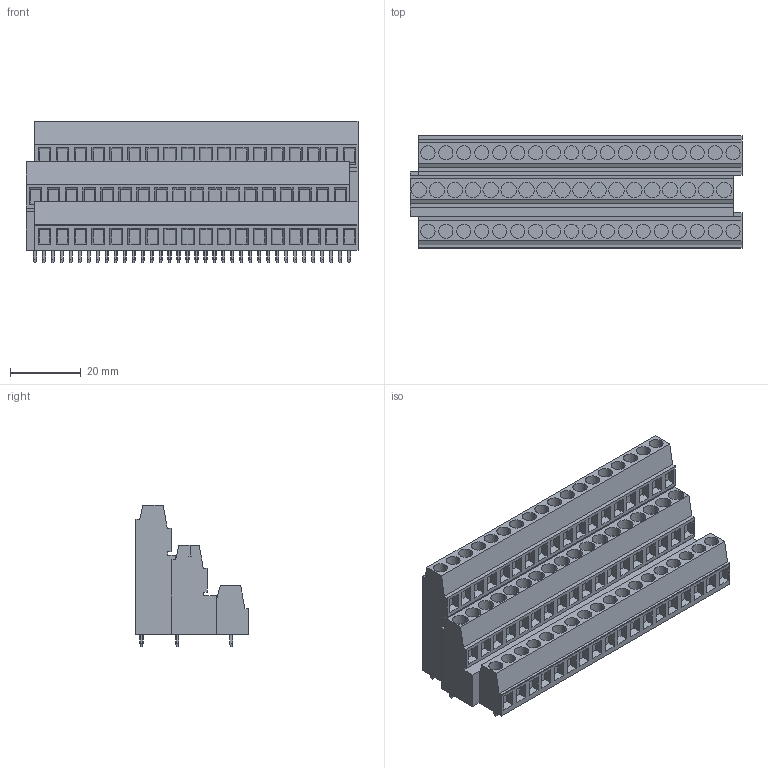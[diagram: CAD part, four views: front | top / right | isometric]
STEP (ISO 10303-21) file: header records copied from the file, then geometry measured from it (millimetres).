
FILE_DESCRIPTION(('CATIA V5 STEP','CAx-IF Rec.Pracs.--- Model Styling and Organization---1.2---2011-12-15'),'2;1');
FILE_NAME ('D1455761_0_1769780000_1769780000.stp','2018-09-08T04:04:21+00:00',('none'),('Weidmueller'),'CATIA Version 5-6 Release 2014','CATIA V5 STEP AP214','none');
FILE_SCHEMA(('AUTOMOTIVE_DESIGN { 1 0 10303 214 1 1 1 1 }'));
Length unit declared in the file: millimetre
Products named in the file (1): 1769780000
Bounding box: 93.98 x 31.8 x 40.1 mm (x, y, z)
Volume: 63105 mm3; surface area: 19588.9 mm2
Topology: 55 solids, 55 shells, 1225 faces, 3021 edges, 2014 vertices
Faces by surface type: plane 1116, cylinder 109
Entity records: 31753 total; most frequent: CARTESIAN_POINT 6052, ORIENTED_EDGE 6042, DIRECTION 3757, EDGE_CURVE 3021, VECTOR 2371, LINE 2371, VERTEX_POINT 2014, EDGE_LOOP 1333
